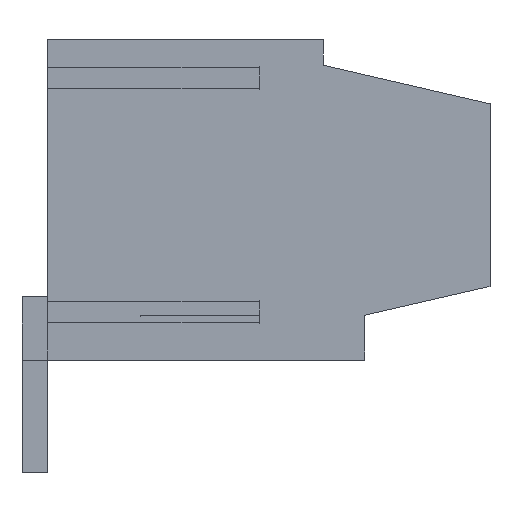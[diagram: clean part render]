
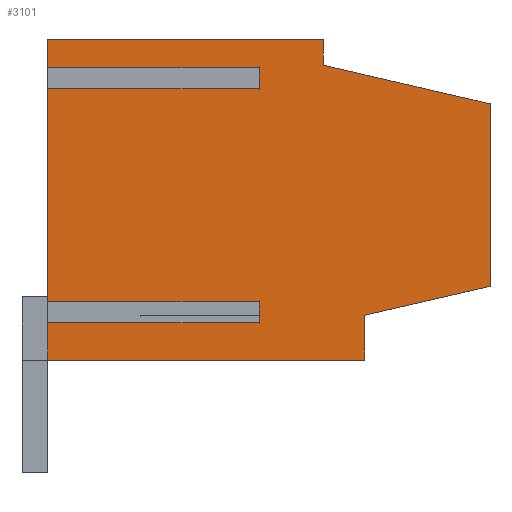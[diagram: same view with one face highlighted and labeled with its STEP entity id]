
A CAD part, left-side view. The second image highlights one B-rep face of the part: STEP entity #3101.
In plain terms, the highlighted planar face has unit normal (-1, 0, 0).
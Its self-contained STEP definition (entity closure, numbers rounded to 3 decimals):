
#3038=AXIS2_PLACEMENT_3D('Plane Axis2P3D',#3035,#3036,#3037) ;
#2096=CARTESIAN_POINT('Vertex',(0.,13.8,3.5)) ;
#2099=CARTESIAN_POINT('Line Origine',(0.,13.8,4.088)) ;
#2103=CARTESIAN_POINT('Vertex',(0.,13.8,4.675)) ;
#2124=CARTESIAN_POINT('Vertex',(0.,13.8,5.325)) ;
#2127=CARTESIAN_POINT('Line Origine',(0.,13.8,8.65)) ;
#2131=CARTESIAN_POINT('Vertex',(0.,13.8,11.975)) ;
#2152=CARTESIAN_POINT('Vertex',(0.,13.8,12.625)) ;
#2155=CARTESIAN_POINT('Line Origine',(0.,13.8,13.062)) ;
#2159=CARTESIAN_POINT('Vertex',(0.,13.8,13.5)) ;
#2588=CARTESIAN_POINT('Line Origine',(0.,9.5,13.5)) ;
#2592=CARTESIAN_POINT('Vertex',(0.,5.2,13.5)) ;
#2681=CARTESIAN_POINT('Line Origine',(0.,5.2,13.1)) ;
#2685=CARTESIAN_POINT('Vertex',(0.,5.2,12.7)) ;
#2706=CARTESIAN_POINT('Line Origine',(0.,2.6,12.1)) ;
#2710=CARTESIAN_POINT('Vertex',(0.,0.,11.499)) ;
#2731=CARTESIAN_POINT('Line Origine',(0.,0.,8.65)) ;
#2735=CARTESIAN_POINT('Vertex',(0.,0.,5.8)) ;
#2792=CARTESIAN_POINT('Line Origine',(0.,1.95,5.35)) ;
#2796=CARTESIAN_POINT('Vertex',(0.,3.9,4.9)) ;
#2927=CARTESIAN_POINT('Vertex',(0.,3.9,3.5)) ;
#2930=CARTESIAN_POINT('Line Origine',(0.,8.85,3.5)) ;
#3035=CARTESIAN_POINT('Axis2P3D Location',(0.,14.6,0.)) ;
#3040=CARTESIAN_POINT('Line Origine',(0.,10.5,5.325)) ;
#3044=CARTESIAN_POINT('Vertex',(0.,7.2,5.325)) ;
#3047=CARTESIAN_POINT('Line Origine',(0.,7.2,5.)) ;
#3051=CARTESIAN_POINT('Vertex',(0.,7.2,4.675)) ;
#3054=CARTESIAN_POINT('Line Origine',(0.,10.5,4.675)) ;
#3059=CARTESIAN_POINT('Line Origine',(0.,3.9,4.2)) ;
#3064=CARTESIAN_POINT('Line Origine',(0.,10.5,12.625)) ;
#3068=CARTESIAN_POINT('Vertex',(0.,7.2,12.625)) ;
#3071=CARTESIAN_POINT('Line Origine',(0.,7.2,12.3)) ;
#3075=CARTESIAN_POINT('Vertex',(0.,7.2,11.975)) ;
#3078=CARTESIAN_POINT('Line Origine',(0.,10.5,11.975)) ;
#2100=DIRECTION('Vector Direction',(0.,0.,-1.)) ;
#2128=DIRECTION('Vector Direction',(0.,0.,-1.)) ;
#2156=DIRECTION('Vector Direction',(0.,0.,-1.)) ;
#2589=DIRECTION('Vector Direction',(0.,1.,0.)) ;
#2682=DIRECTION('Vector Direction',(0.,0.,1.)) ;
#2707=DIRECTION('Vector Direction',(0.,0.974,0.225)) ;
#2732=DIRECTION('Vector Direction',(0.,0.,1.)) ;
#2793=DIRECTION('Vector Direction',(0.,-0.974,0.225)) ;
#2931=DIRECTION('Vector Direction',(0.,-1.,0.)) ;
#3036=DIRECTION('Axis2P3D Direction',(-1.,0.,0.)) ;
#3037=DIRECTION('Axis2P3D XDirection',(0.,-1.,0.)) ;
#3041=DIRECTION('Vector Direction',(0.,-1.,0.)) ;
#3048=DIRECTION('Vector Direction',(0.,0.,-1.)) ;
#3055=DIRECTION('Vector Direction',(0.,-1.,0.)) ;
#3060=DIRECTION('Vector Direction',(0.,0.,1.)) ;
#3065=DIRECTION('Vector Direction',(0.,-1.,0.)) ;
#3072=DIRECTION('Vector Direction',(0.,0.,-1.)) ;
#3079=DIRECTION('Vector Direction',(0.,-1.,0.)) ;
#2101=VECTOR('Line Direction',#2100,1.) ;
#2129=VECTOR('Line Direction',#2128,1.) ;
#2157=VECTOR('Line Direction',#2156,1.) ;
#2590=VECTOR('Line Direction',#2589,1.) ;
#2683=VECTOR('Line Direction',#2682,1.) ;
#2708=VECTOR('Line Direction',#2707,1.) ;
#2733=VECTOR('Line Direction',#2732,1.) ;
#2794=VECTOR('Line Direction',#2793,1.) ;
#2932=VECTOR('Line Direction',#2931,1.) ;
#3042=VECTOR('Line Direction',#3041,1.) ;
#3049=VECTOR('Line Direction',#3048,1.) ;
#3056=VECTOR('Line Direction',#3055,1.) ;
#3061=VECTOR('Line Direction',#3060,1.) ;
#3066=VECTOR('Line Direction',#3065,1.) ;
#3073=VECTOR('Line Direction',#3072,1.) ;
#3080=VECTOR('Line Direction',#3079,1.) ;
#3084=ORIENTED_EDGE('',*,*,#2133,.T.) ;
#3085=ORIENTED_EDGE('',*,*,#3046,.T.) ;
#3086=ORIENTED_EDGE('',*,*,#3053,.T.) ;
#3087=ORIENTED_EDGE('',*,*,#3058,.F.) ;
#3088=ORIENTED_EDGE('',*,*,#2105,.T.) ;
#3089=ORIENTED_EDGE('',*,*,#2934,.T.) ;
#3090=ORIENTED_EDGE('',*,*,#3063,.T.) ;
#3091=ORIENTED_EDGE('',*,*,#2798,.T.) ;
#3092=ORIENTED_EDGE('',*,*,#2737,.T.) ;
#3093=ORIENTED_EDGE('',*,*,#2712,.T.) ;
#3094=ORIENTED_EDGE('',*,*,#2687,.T.) ;
#3095=ORIENTED_EDGE('',*,*,#2594,.T.) ;
#3096=ORIENTED_EDGE('',*,*,#2161,.T.) ;
#3097=ORIENTED_EDGE('',*,*,#3070,.T.) ;
#3098=ORIENTED_EDGE('',*,*,#3077,.T.) ;
#3099=ORIENTED_EDGE('',*,*,#3082,.F.) ;
#3101=ADVANCED_FACE('HOUSING',(#3100),#3039,.T.) ;
#2105=EDGE_CURVE('',#2104,#2097,#2102,.T.) ;
#2133=EDGE_CURVE('',#2132,#2125,#2130,.T.) ;
#2161=EDGE_CURVE('',#2160,#2153,#2158,.T.) ;
#2594=EDGE_CURVE('',#2593,#2160,#2591,.T.) ;
#2687=EDGE_CURVE('',#2686,#2593,#2684,.T.) ;
#2712=EDGE_CURVE('',#2711,#2686,#2709,.T.) ;
#2737=EDGE_CURVE('',#2736,#2711,#2734,.T.) ;
#2798=EDGE_CURVE('',#2797,#2736,#2795,.T.) ;
#2934=EDGE_CURVE('',#2097,#2928,#2933,.T.) ;
#3046=EDGE_CURVE('',#2125,#3045,#3043,.T.) ;
#3053=EDGE_CURVE('',#3045,#3052,#3050,.T.) ;
#3058=EDGE_CURVE('',#2104,#3052,#3057,.T.) ;
#3063=EDGE_CURVE('',#2928,#2797,#3062,.T.) ;
#3070=EDGE_CURVE('',#2153,#3069,#3067,.T.) ;
#3077=EDGE_CURVE('',#3069,#3076,#3074,.T.) ;
#3082=EDGE_CURVE('',#2132,#3076,#3081,.T.) ;
#3083=EDGE_LOOP('',(#3084,#3085,#3086,#3087,#3088,#3089,#3090,#3091,#3092,#3093,#3094,#3095,#3096,#3097,#3098,#3099)) ;
#3100=FACE_OUTER_BOUND('',#3083,.T.) ;
#2102=LINE('Line',#2099,#2101) ;
#2130=LINE('Line',#2127,#2129) ;
#2158=LINE('Line',#2155,#2157) ;
#2591=LINE('Line',#2588,#2590) ;
#2684=LINE('Line',#2681,#2683) ;
#2709=LINE('Line',#2706,#2708) ;
#2734=LINE('Line',#2731,#2733) ;
#2795=LINE('Line',#2792,#2794) ;
#2933=LINE('Line',#2930,#2932) ;
#3043=LINE('Line',#3040,#3042) ;
#3050=LINE('Line',#3047,#3049) ;
#3057=LINE('Line',#3054,#3056) ;
#3062=LINE('Line',#3059,#3061) ;
#3067=LINE('Line',#3064,#3066) ;
#3074=LINE('Line',#3071,#3073) ;
#3081=LINE('Line',#3078,#3080) ;
#3039=PLANE('',#3038) ;
#2097=VERTEX_POINT('',#2096) ;
#2104=VERTEX_POINT('',#2103) ;
#2125=VERTEX_POINT('',#2124) ;
#2132=VERTEX_POINT('',#2131) ;
#2153=VERTEX_POINT('',#2152) ;
#2160=VERTEX_POINT('',#2159) ;
#2593=VERTEX_POINT('',#2592) ;
#2686=VERTEX_POINT('',#2685) ;
#2711=VERTEX_POINT('',#2710) ;
#2736=VERTEX_POINT('',#2735) ;
#2797=VERTEX_POINT('',#2796) ;
#2928=VERTEX_POINT('',#2927) ;
#3045=VERTEX_POINT('',#3044) ;
#3052=VERTEX_POINT('',#3051) ;
#3069=VERTEX_POINT('',#3068) ;
#3076=VERTEX_POINT('',#3075) ;
